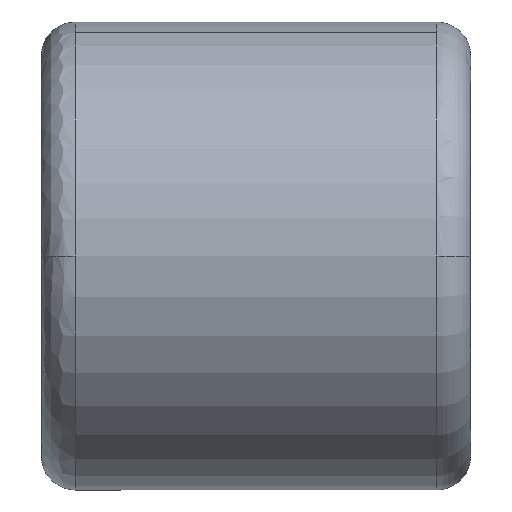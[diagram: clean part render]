
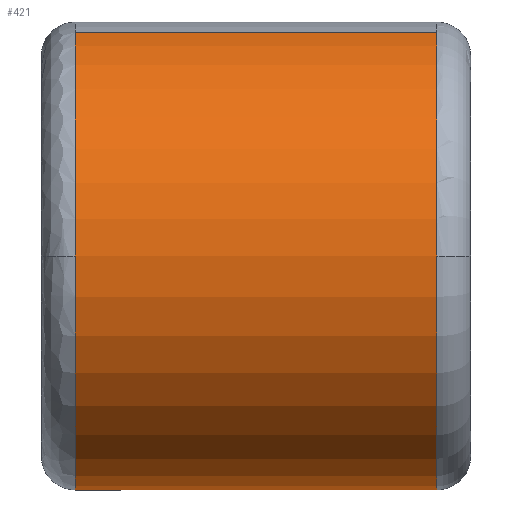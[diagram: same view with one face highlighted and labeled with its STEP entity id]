
A CAD part, left-side view. The second image highlights one B-rep face of the part: STEP entity #421.
In plain terms, the highlighted cylindrical face has radius 6.925 mm (diameter 13.85 mm), a partial arc.
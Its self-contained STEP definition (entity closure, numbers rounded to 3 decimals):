
#189=CARTESIAN_POINT('',(0.,5.35,-6.925));
#190=VERTEX_POINT('',#189);
#200=CARTESIAN_POINT('',(-6.925,5.35,0.));
#201=VERTEX_POINT('',#200);
#202=CARTESIAN_POINT('',(0.,5.35,0.));
#203=DIRECTION('',(0.0,-1.0,0.0));
#204=DIRECTION('',(-1.0,0.0,0.0));
#205=AXIS2_PLACEMENT_3D('',#202,#203,#204);
#206=CIRCLE('',#205,6.925);
#207=EDGE_CURVE('',#201,#190,#206,.T.);
#300=CARTESIAN_POINT('',(-2.035,5.35,6.619));
#301=VERTEX_POINT('',#300);
#302=CARTESIAN_POINT('',(0.,5.35,0.));
#303=DIRECTION('',(0.0,-1.0,0.0));
#304=DIRECTION('',(1.0,0.0,0.0));
#305=AXIS2_PLACEMENT_3D('',#302,#303,#304);
#306=CIRCLE('',#305,6.925);
#307=EDGE_CURVE('',#301,#201,#306,.T.);
#324=CARTESIAN_POINT('',(-2.035,-5.35,6.619));
#325=VERTEX_POINT('',#324);
#326=CARTESIAN_POINT('',(-2.035,5.35,6.619));
#327=DIRECTION('',(0.0,-1.0,0.0));
#328=VECTOR('',#327,10.7);
#329=LINE('',#326,#328);
#330=EDGE_CURVE('',#301,#325,#329,.T.);
#369=CARTESIAN_POINT('',(0.0,-3.21,0.));
#370=DIRECTION('',(0.,1.0,0.));
#371=DIRECTION('',(0.294,0.,-0.956));
#372=AXIS2_PLACEMENT_3D('',#369,#370,#371);
#373=CYLINDRICAL_SURFACE('',#372,6.925);
#374=CARTESIAN_POINT('',(2.035,-5.35,-6.619));
#375=VERTEX_POINT('',#374);
#376=CARTESIAN_POINT('',(2.035,5.35,-6.619));
#377=VERTEX_POINT('',#376);
#378=CARTESIAN_POINT('',(2.035,-5.35,-6.619));
#379=DIRECTION('',(0.0,1.0,0.0));
#380=VECTOR('',#379,10.7);
#381=LINE('',#378,#380);
#382=EDGE_CURVE('',#375,#377,#381,.T.);
#383=ORIENTED_EDGE('',*,*,#382,.F.);
#384=CARTESIAN_POINT('',(0.,-5.35,-6.925));
#385=VERTEX_POINT('',#384);
#386=CARTESIAN_POINT('',(0.,-5.35,0.));
#387=DIRECTION('',(0.0,-1.0,0.0));
#388=DIRECTION('',(-1.0,0.0,0.0));
#389=AXIS2_PLACEMENT_3D('',#386,#387,#388);
#390=CIRCLE('',#389,6.925);
#391=EDGE_CURVE('',#385,#375,#390,.T.);
#392=ORIENTED_EDGE('',*,*,#391,.F.);
#393=CARTESIAN_POINT('',(-6.925,-5.35,0.));
#394=VERTEX_POINT('',#393);
#395=CARTESIAN_POINT('',(0.,-5.35,0.));
#396=DIRECTION('',(0.0,-1.0,0.0));
#397=DIRECTION('',(-1.0,0.0,0.0));
#398=AXIS2_PLACEMENT_3D('',#395,#396,#397);
#399=CIRCLE('',#398,6.925);
#400=EDGE_CURVE('',#394,#385,#399,.T.);
#401=ORIENTED_EDGE('',*,*,#400,.F.);
#402=CARTESIAN_POINT('',(0.,-5.35,0.));
#403=DIRECTION('',(0.0,-1.0,0.0));
#404=DIRECTION('',(1.0,0.0,0.0));
#405=AXIS2_PLACEMENT_3D('',#402,#403,#404);
#406=CIRCLE('',#405,6.925);
#407=EDGE_CURVE('',#325,#394,#406,.T.);
#408=ORIENTED_EDGE('',*,*,#407,.F.);
#409=ORIENTED_EDGE('',*,*,#330,.F.);
#410=ORIENTED_EDGE('',*,*,#307,.T.);
#411=ORIENTED_EDGE('',*,*,#207,.T.);
#412=CARTESIAN_POINT('',(0.,5.35,0.));
#413=DIRECTION('',(0.0,-1.0,0.0));
#414=DIRECTION('',(-1.0,0.0,0.0));
#415=AXIS2_PLACEMENT_3D('',#412,#413,#414);
#416=CIRCLE('',#415,6.925);
#417=EDGE_CURVE('',#190,#377,#416,.T.);
#418=ORIENTED_EDGE('',*,*,#417,.T.);
#419=EDGE_LOOP('',(#383,#392,#401,#408,#409,#410,#411,#418));
#420=FACE_OUTER_BOUND('',#419,.T.);
#421=ADVANCED_FACE('',(#420),#373,.T.);
